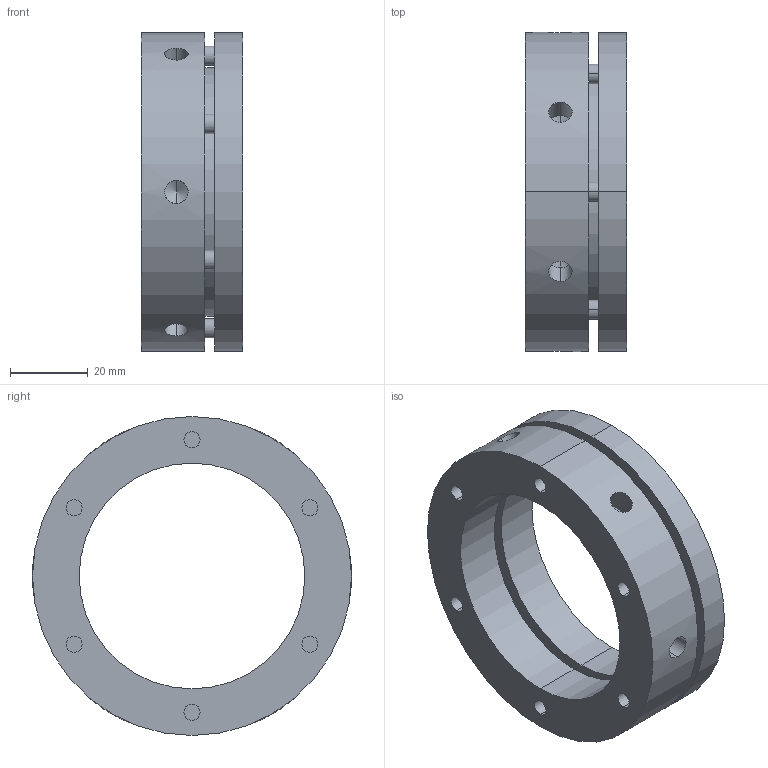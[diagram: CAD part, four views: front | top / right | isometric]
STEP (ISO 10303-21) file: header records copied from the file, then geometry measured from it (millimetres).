
FILE_DESCRIPTION (( 'STEP AP203' ), '1' );
FILE_NAME ('FKD FAN58.STEP', '2014-07-13T10:50:34', ( '' ), ( '' ), 'SwSTEP 2.0', 'SolidWorks 2012', '' );
FILE_SCHEMA (( 'CONFIG_CONTROL_DESIGN' ));
Length unit declared in the file: millimetre
Products named in the file (3): FKD FAN58; M5X18_default
Assembly tree (7 placements, depth 2):
  FKD FAN58
    FKD FAN58
    M5X18_default  x6
Bounding box: 26 x 82 x 82 mm (x, y, z)
Volume: 56864.1 mm3; surface area: 30817.2 mm2
Topology: 7 solids, 7 shells, 204 faces, 480 edges, 300 vertices
Faces by surface type: cylinder 108, plane 72, cone 24
Entity records: 4751 total; most frequent: CARTESIAN_POINT 1046, DIRECTION 746, ORIENTED_EDGE 612, AXIS2_PLACEMENT_3D 308, EDGE_CURVE 306, VERTEX_POINT 200, EDGE_LOOP 196, CIRCLE 164
